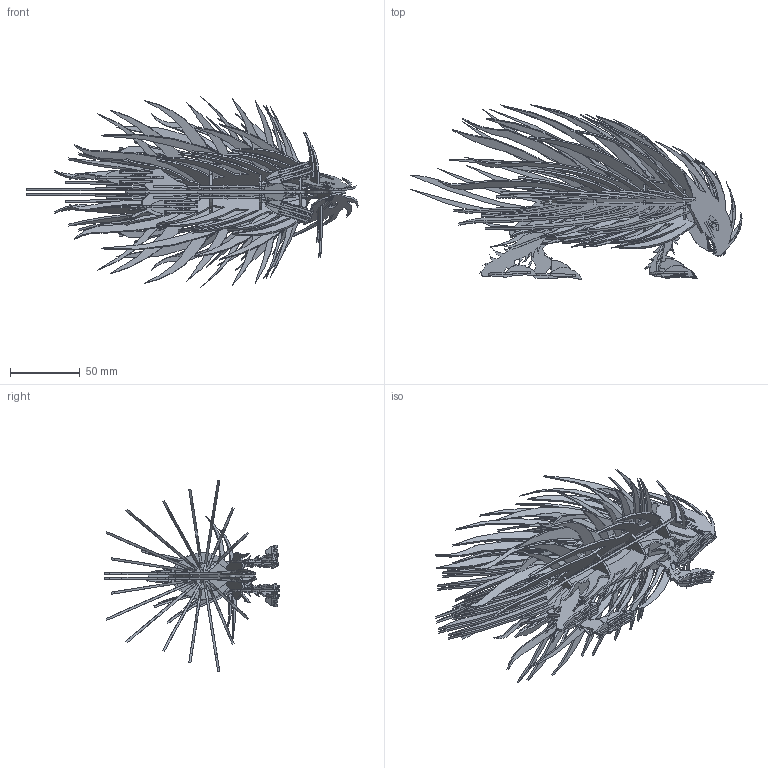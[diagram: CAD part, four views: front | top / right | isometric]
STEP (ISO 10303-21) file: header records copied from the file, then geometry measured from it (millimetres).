
FILE_DESCRIPTION (( 'STEP AP214' ), '1' );
FILE_NAME ('_Assy, Porcupine - 01.STEP', '2012-12-16T22:37:31', ( 'Dick' ), ( '' ), 'SwSTEP 2.0', 'SolidWorks 2012', '' );
FILE_SCHEMA (( 'AUTOMOTIVE_DESIGN' ));
Length unit declared in the file: inch
Products named in the file (38): Part37^_Assy, Porcupine - 01; Part36^_Assy, Porcupine - 01; Part35^_Assy, Porcupine - 01; Part33^_Assy, Porcupine - 01; Part32^_Assy, Porcupine - 01; Part31^_Assy, Porcupine - 01; Part30^_Assy, Porcupine - 01; Part29^_Assy, Porcupine - 01; Part28^_Assy, Porcupine - 01; Part27^_Assy, Porcupine - 01; Part26^_Assy, Porcupine - 01; Part25^_Assy, Porcupine - 01; Part24^_Assy, Porcupine - 01; Part23^_Assy, Porcupine - 01; Part22^_Assy, Porcupine - 01; Part20^_Assy, Porcupine - 01; Part4^_Assy, Porcupine - 01; Part1^_Assy, Porcupine - 01; Part21^_Assy, Porcupine - 01; Part19^_Assy, Porcupine - 01; Part18^_Assy, Porcupine - 01; Part17^_Assy, Porcupine - 01; Part16^_Assy, Porcupine - 01; Part15^_Assy, Porcupine - 01; Part14^_Assy, Porcupine - 01; Part13^_Assy, Porcupine - 01; Part12^_Assy, Porcupine - 01; Part11^_Assy, Porcupine - 01; Part10^_Assy, Porcupine - 01; Part9^_Assy, Porcupine - 01; Part8^_Assy, Porcupine - 01; Part7^_Assy, Porcupine - 01; Part6^_Assy, Porcupine - 01; Part5^_Assy, Porcupine - 01; Part3^_Assy, Porcupine - 01; Part2^_Assy, Porcupine - 01; Porcupine, Spine-01; _Assy, Porcupine - 01
Assembly tree (58 placements, depth 2):
  Part24^_Assy, Porcupine - 01
  Part21^_Assy, Porcupine - 01
  Part10^_Assy, Porcupine - 01
  _Assy, Porcupine - 01
    Porcupine, Spine-01
    Part2^_Assy, Porcupine - 01
    Part3^_Assy, Porcupine - 01
    Part5^_Assy, Porcupine - 01
    Part6^_Assy, Porcupine - 01
    Part7^_Assy, Porcupine - 01
    Part8^_Assy, Porcupine - 01
    Part9^_Assy, Porcupine - 01
    Part11^_Assy, Porcupine - 01
    Part12^_Assy, Porcupine - 01  x2
    Part13^_Assy, Porcupine - 01  x2
    Part14^_Assy, Porcupine - 01  x2
    Part15^_Assy, Porcupine - 01  x2
    Part16^_Assy, Porcupine - 01
    Part17^_Assy, Porcupine - 01
    Part18^_Assy, Porcupine - 01  x2
    Part19^_Assy, Porcupine - 01  x2
    Part1^_Assy, Porcupine - 01  x2
    Part4^_Assy, Porcupine - 01  x2
    Part20^_Assy, Porcupine - 01
    Part22^_Assy, Porcupine - 01  x2
    Part23^_Assy, Porcupine - 01  x2
    Part25^_Assy, Porcupine - 01  x2
    Part26^_Assy, Porcupine - 01  x4
    Part27^_Assy, Porcupine - 01  x8
    Part28^_Assy, Porcupine - 01  x2
    Part29^_Assy, Porcupine - 01  x2
    Part30^_Assy, Porcupine - 01  x2
    Part31^_Assy, Porcupine - 01
    Part32^_Assy, Porcupine - 01
    Part33^_Assy, Porcupine - 01
    Part35^_Assy, Porcupine - 01
    Part36^_Assy, Porcupine - 01
    Part37^_Assy, Porcupine - 01
Bounding box: 238.64 x 125.36 x 137.38 mm (x, y, z)
Volume: 117247 mm3; surface area: 201044.4 mm2
Topology: 58 solids, 58 shells, 2173 faces, 6171 edges, 4114 vertices
Faces by surface type: cylinder 1195, plane 978
Entity records: 48379 total; most frequent: DIRECTION 8452, CARTESIAN_POINT 8169, ORIENTED_EDGE 8040, EDGE_CURVE 4020, AXIS2_PLACEMENT_3D 2963, VERTEX_POINT 2680, LINE 2526, VECTOR 2526
